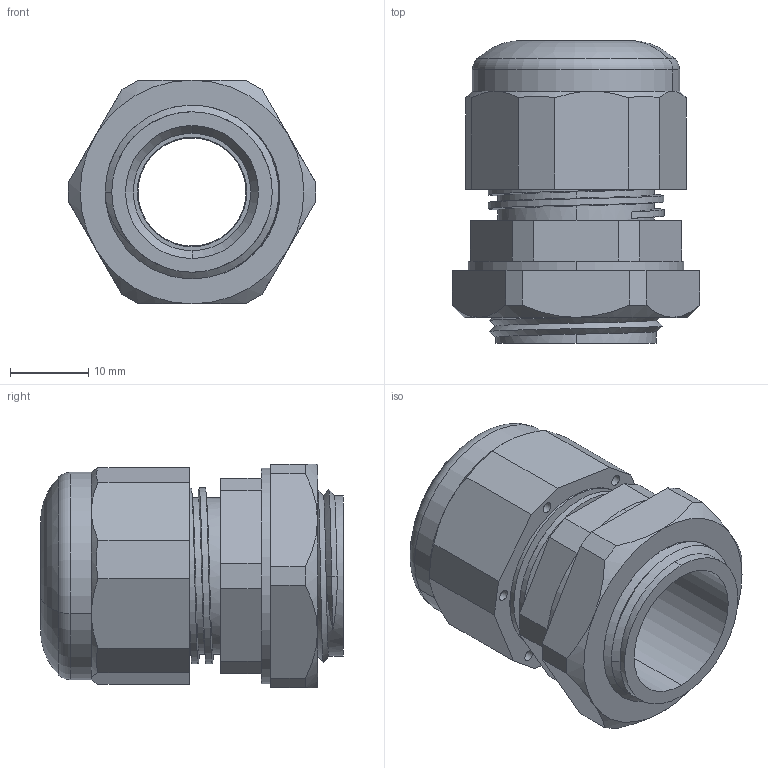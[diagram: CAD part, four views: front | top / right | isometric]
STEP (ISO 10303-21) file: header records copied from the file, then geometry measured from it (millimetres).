
FILE_DESCRIPTION (( 'STEP AP214' ), '1' );
FILE_NAME ('Cable Gland PG7-PG19, PG16.STEP', '2019-08-21T22:28:54', ( '' ), ( '' ), 'SwSTEP 2.0', 'SolidWorks 2018', '' );
FILE_SCHEMA (( 'AUTOMOTIVE_DESIGN' ));
Length unit declared in the file: millimetre
Products named in the file (6): Cable Gland PG7-PG19 Gland Nut_PG16; Cable Gland PG7-PG19 Sleeve_PG16; Cable Gland PG7-PG19 Lock Nut_PG16; Cable Gland PG7-PG19 Washer_PG16; Cable Gland PG7-PG19 Body_PG16; Cable Gland PG7-PG19, PG16
Assembly tree (5 placements, depth 2):
  Cable Gland PG7-PG19, PG16
    Cable Gland PG7-PG19 Body_PG16
    Cable Gland PG7-PG19 Washer_PG16
    Cable Gland PG7-PG19 Lock Nut_PG16
    Cable Gland PG7-PG19 Sleeve_PG16
    Cable Gland PG7-PG19 Gland Nut_PG16
Bounding box: 31.64 x 38.7 x 28.6 mm (x, y, z)
Volume: 12213.8 mm3; surface area: 13960.9 mm2
Topology: 5 solids, 5 shells, 289 faces, 765 edges, 496 vertices
Faces by surface type: plane 130, cylinder 102, bspline 29, cone 22, torus 6
Entity records: 13270 total; most frequent: CARTESIAN_POINT 6033, ORIENTED_EDGE 1530, DIRECTION 1444, EDGE_CURVE 765, AXIS2_PLACEMENT_3D 544, VERTEX_POINT 496, VECTOR 356, LINE 356
